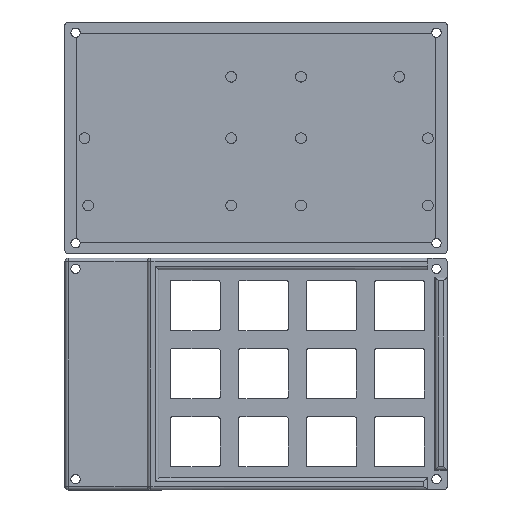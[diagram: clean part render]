
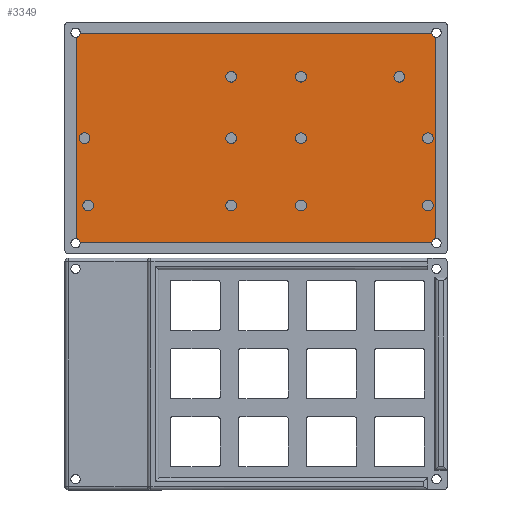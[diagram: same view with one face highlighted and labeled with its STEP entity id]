
A CAD part, top view. The second image highlights one B-rep face of the part: STEP entity #3349.
In plain terms, the highlighted planar face has unit normal (0, 0, 1).
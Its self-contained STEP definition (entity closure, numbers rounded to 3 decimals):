
#39=FACE_BOUND('',#371,.T.);
#40=FACE_BOUND('',#372,.T.);
#41=FACE_BOUND('',#373,.T.);
#42=FACE_BOUND('',#374,.T.);
#43=FACE_BOUND('',#375,.T.);
#44=FACE_BOUND('',#376,.T.);
#45=FACE_BOUND('',#377,.T.);
#46=FACE_BOUND('',#378,.T.);
#47=FACE_BOUND('',#379,.T.);
#48=FACE_BOUND('',#380,.T.);
#49=FACE_BOUND('',#381,.T.);
#89=PLANE('',#3556);
#184=FACE_OUTER_BOUND('',#370,.T.);
#370=EDGE_LOOP('',(#2287,#2288,#2289,#2290,#2291,#2292,#2293,#2294,#2295,
#2296,#2297,#2298));
#371=EDGE_LOOP('',(#2299));
#372=EDGE_LOOP('',(#2300));
#373=EDGE_LOOP('',(#2301));
#374=EDGE_LOOP('',(#2302));
#375=EDGE_LOOP('',(#2303));
#376=EDGE_LOOP('',(#2304));
#377=EDGE_LOOP('',(#2305));
#378=EDGE_LOOP('',(#2306));
#379=EDGE_LOOP('',(#2307));
#380=EDGE_LOOP('',(#2308));
#381=EDGE_LOOP('',(#2309));
#613=LINE('',#5030,#936);
#617=LINE('',#5037,#940);
#618=LINE('',#5040,#941);
#619=LINE('',#5042,#942);
#620=LINE('',#5043,#943);
#621=LINE('',#5044,#944);
#622=LINE('',#5045,#945);
#623=LINE('',#5046,#946);
#936=VECTOR('',#3964,10.);
#940=VECTOR('',#3968,10.);
#941=VECTOR('',#3971,10.);
#942=VECTOR('',#3972,10.);
#943=VECTOR('',#3973,10.);
#944=VECTOR('',#3974,10.);
#945=VECTOR('',#3975,10.);
#946=VECTOR('',#3976,10.);
#1247=CIRCLE('',#3537,1.3);
#1251=CIRCLE('',#3542,1.3);
#1255=CIRCLE('',#3547,1.3);
#1259=CIRCLE('',#3552,1.3);
#1262=CIRCLE('',#3557,1.5);
#1263=CIRCLE('',#3558,1.5);
#1264=CIRCLE('',#3559,1.5);
#1265=CIRCLE('',#3560,1.5);
#1266=CIRCLE('',#3561,1.5);
#1267=CIRCLE('',#3562,1.5);
#1268=CIRCLE('',#3563,1.5);
#1269=CIRCLE('',#3564,1.5);
#1270=CIRCLE('',#3565,1.5);
#1271=CIRCLE('',#3566,1.5);
#1272=CIRCLE('',#3567,1.498);
#1418=VERTEX_POINT('',#4975);
#1419=VERTEX_POINT('',#4977);
#1424=VERTEX_POINT('',#4989);
#1425=VERTEX_POINT('',#4991);
#1430=VERTEX_POINT('',#5003);
#1431=VERTEX_POINT('',#5005);
#1436=VERTEX_POINT('',#5017);
#1437=VERTEX_POINT('',#5019);
#1440=VERTEX_POINT('',#5029);
#1443=VERTEX_POINT('',#5035);
#1444=VERTEX_POINT('',#5039);
#1445=VERTEX_POINT('',#5041);
#1446=VERTEX_POINT('',#5047);
#1447=VERTEX_POINT('',#5049);
#1448=VERTEX_POINT('',#5051);
#1449=VERTEX_POINT('',#5053);
#1450=VERTEX_POINT('',#5055);
#1451=VERTEX_POINT('',#5057);
#1452=VERTEX_POINT('',#5059);
#1453=VERTEX_POINT('',#5061);
#1454=VERTEX_POINT('',#5063);
#1455=VERTEX_POINT('',#5065);
#1456=VERTEX_POINT('',#5067);
#1746=EDGE_CURVE('',#1419,#1418,#1247,.T.);
#1753=EDGE_CURVE('',#1425,#1424,#1251,.T.);
#1760=EDGE_CURVE('',#1431,#1430,#1255,.T.);
#1767=EDGE_CURVE('',#1437,#1436,#1259,.T.);
#1773=EDGE_CURVE('',#1425,#1440,#613,.T.);
#1777=EDGE_CURVE('',#1443,#1418,#617,.T.);
#1778=EDGE_CURVE('',#1444,#1443,#618,.T.);
#1779=EDGE_CURVE('',#1445,#1444,#619,.T.);
#1780=EDGE_CURVE('',#1440,#1445,#620,.T.);
#1781=EDGE_CURVE('',#1437,#1424,#621,.T.);
#1782=EDGE_CURVE('',#1431,#1436,#622,.T.);
#1783=EDGE_CURVE('',#1419,#1430,#623,.T.);
#1784=EDGE_CURVE('',#1446,#1446,#1262,.T.);
#1785=EDGE_CURVE('',#1447,#1447,#1263,.T.);
#1786=EDGE_CURVE('',#1448,#1448,#1264,.T.);
#1787=EDGE_CURVE('',#1449,#1449,#1265,.T.);
#1788=EDGE_CURVE('',#1450,#1450,#1266,.T.);
#1789=EDGE_CURVE('',#1451,#1451,#1267,.T.);
#1790=EDGE_CURVE('',#1452,#1452,#1268,.T.);
#1791=EDGE_CURVE('',#1453,#1453,#1269,.T.);
#1792=EDGE_CURVE('',#1454,#1454,#1270,.T.);
#1793=EDGE_CURVE('',#1455,#1455,#1271,.T.);
#1794=EDGE_CURVE('',#1456,#1456,#1272,.T.);
#2287=ORIENTED_EDGE('',*,*,#1746,.T.);
#2288=ORIENTED_EDGE('',*,*,#1777,.F.);
#2289=ORIENTED_EDGE('',*,*,#1778,.F.);
#2290=ORIENTED_EDGE('',*,*,#1779,.F.);
#2291=ORIENTED_EDGE('',*,*,#1780,.F.);
#2292=ORIENTED_EDGE('',*,*,#1773,.F.);
#2293=ORIENTED_EDGE('',*,*,#1753,.T.);
#2294=ORIENTED_EDGE('',*,*,#1781,.F.);
#2295=ORIENTED_EDGE('',*,*,#1767,.T.);
#2296=ORIENTED_EDGE('',*,*,#1782,.F.);
#2297=ORIENTED_EDGE('',*,*,#1760,.T.);
#2298=ORIENTED_EDGE('',*,*,#1783,.F.);
#2299=ORIENTED_EDGE('',*,*,#1784,.T.);
#2300=ORIENTED_EDGE('',*,*,#1785,.T.);
#2301=ORIENTED_EDGE('',*,*,#1786,.T.);
#2302=ORIENTED_EDGE('',*,*,#1787,.T.);
#2303=ORIENTED_EDGE('',*,*,#1788,.T.);
#2304=ORIENTED_EDGE('',*,*,#1789,.T.);
#2305=ORIENTED_EDGE('',*,*,#1790,.T.);
#2306=ORIENTED_EDGE('',*,*,#1791,.T.);
#2307=ORIENTED_EDGE('',*,*,#1792,.T.);
#2308=ORIENTED_EDGE('',*,*,#1793,.T.);
#2309=ORIENTED_EDGE('',*,*,#1794,.T.);
#3349=ADVANCED_FACE('',(#184,#39,#40,#41,#42,#43,#44,#45,#46,#47,#48,#49),
#89,.T.);
#3537=AXIS2_PLACEMENT_3D('',#4978,#3914,#3915);
#3542=AXIS2_PLACEMENT_3D('',#4992,#3927,#3928);
#3547=AXIS2_PLACEMENT_3D('',#5006,#3940,#3941);
#3552=AXIS2_PLACEMENT_3D('',#5020,#3953,#3954);
#3556=AXIS2_PLACEMENT_3D('',#5038,#3969,#3970);
#3557=AXIS2_PLACEMENT_3D('',#5048,#3977,#3978);
#3558=AXIS2_PLACEMENT_3D('',#5050,#3979,#3980);
#3559=AXIS2_PLACEMENT_3D('',#5052,#3981,#3982);
#3560=AXIS2_PLACEMENT_3D('',#5054,#3983,#3984);
#3561=AXIS2_PLACEMENT_3D('',#5056,#3985,#3986);
#3562=AXIS2_PLACEMENT_3D('',#5058,#3987,#3988);
#3563=AXIS2_PLACEMENT_3D('',#5060,#3989,#3990);
#3564=AXIS2_PLACEMENT_3D('',#5062,#3991,#3992);
#3565=AXIS2_PLACEMENT_3D('',#5064,#3993,#3994);
#3566=AXIS2_PLACEMENT_3D('',#5066,#3995,#3996);
#3567=AXIS2_PLACEMENT_3D('',#5068,#3997,#3998);
#3914=DIRECTION('center_axis',(0.,0.,
-1.));
#3915=DIRECTION('ref_axis',(-1.,0.,0.));
#3927=DIRECTION('center_axis',(0.,0.,
-1.));
#3928=DIRECTION('ref_axis',(-1.,0.,0.));
#3940=DIRECTION('center_axis',(0.,0.,
-1.));
#3941=DIRECTION('ref_axis',(-1.,0.,0.));
#3953=DIRECTION('center_axis',(0.,0.,
-1.));
#3954=DIRECTION('ref_axis',(-1.,0.,0.));
#3964=DIRECTION('',(1.,0.,0.));
#3968=DIRECTION('',(1.,0.,0.));
#3969=DIRECTION('center_axis',(0.,0.,
1.));
#3970=DIRECTION('ref_axis',(1.,0.,0.));
#3971=DIRECTION('',(0.,-1.,0.));
#3972=DIRECTION('',(1.,0.,0.));
#3973=DIRECTION('',(0.,1.,0.));
#3974=DIRECTION('',(0.,1.,0.));
#3975=DIRECTION('',(-1.,0.,0.));
#3976=DIRECTION('',(0.,-1.,0.));
#3977=DIRECTION('center_axis',(0.,0.,
-1.));
#3978=DIRECTION('ref_axis',(1.,0.,0.));
#3979=DIRECTION('center_axis',(0.,0.,
-1.));
#3980=DIRECTION('ref_axis',(1.,0.,0.));
#3981=DIRECTION('center_axis',(0.,0.,
-1.));
#3982=DIRECTION('ref_axis',(-1.,0.,0.));
#3983=DIRECTION('center_axis',(0.,0.,
-1.));
#3984=DIRECTION('ref_axis',(1.,0.,0.));
#3985=DIRECTION('center_axis',(0.,0.,
-1.));
#3986=DIRECTION('ref_axis',(1.,0.,0.));
#3987=DIRECTION('center_axis',(0.,0.,
-1.));
#3988=DIRECTION('ref_axis',(1.,0.,0.));
#3989=DIRECTION('center_axis',(0.,0.,
-1.));
#3990=DIRECTION('ref_axis',(1.,0.,0.));
#3991=DIRECTION('center_axis',(0.,0.,
-1.));
#3992=DIRECTION('ref_axis',(1.,0.,0.));
#3993=DIRECTION('center_axis',(0.,0.,
-1.));
#3994=DIRECTION('ref_axis',(1.,0.,0.));
#3995=DIRECTION('center_axis',(0.,0.,
-1.));
#3996=DIRECTION('ref_axis',(1.,0.,0.));
#3997=DIRECTION('center_axis',(0.,0.,
-1.));
#3998=DIRECTION('ref_axis',(-1.,0.,0.));
#4975=CARTESIAN_POINT('',(47.096,61.251,2.));
#4977=CARTESIAN_POINT('',(48.122,60.224,2.));
#4978=CARTESIAN_POINT('Origin',(48.372,61.5,2.));
#4989=CARTESIAN_POINT('',(-52.274,60.224,2.));
#4991=CARTESIAN_POINT('',(-51.247,61.251,2.));
#4992=CARTESIAN_POINT('Origin',(-52.523,61.5,2.));
#5003=CARTESIAN_POINT('',(48.122,3.943,2.));
#5005=CARTESIAN_POINT('',(47.096,2.917,2.));
#5006=CARTESIAN_POINT('Origin',(48.372,2.667,2.));
#5017=CARTESIAN_POINT('',(-51.247,2.917,2.));
#5019=CARTESIAN_POINT('',(-52.274,3.943,2.));
#5020=CARTESIAN_POINT('Origin',(-52.523,2.667,2.));
#5029=CARTESIAN_POINT('',(-45.274,61.251,2.));
#5030=CARTESIAN_POINT('',(-27.175,61.251,2.));
#5035=CARTESIAN_POINT('',(-35.274,61.251,2.));
#5037=CARTESIAN_POINT('',(-27.175,61.251,2.));
#5038=CARTESIAN_POINT('Origin',(-2.076,32.084,2.));
#5039=CARTESIAN_POINT('',(-35.274,64.501,2.));
#5040=CARTESIAN_POINT('',(-35.274,64.523,2.));
#5041=CARTESIAN_POINT('',(-45.274,64.501,2.));
#5042=CARTESIAN_POINT('',(5.549,64.501,2.));
#5043=CARTESIAN_POINT('',(-45.274,61.223,2.));
#5044=CARTESIAN_POINT('',(-52.274,17.5,2.));
#5045=CARTESIAN_POINT('',(23.023,2.917,2.));
#5046=CARTESIAN_POINT('',(48.122,46.667,2.));
#5047=CARTESIAN_POINT('',(-10.5,32.,2.));
#5048=CARTESIAN_POINT('Origin',(-9.,32.,2.));
#5049=CARTESIAN_POINT('',(9.,32.,2.));
#5050=CARTESIAN_POINT('Origin',(10.5,32.,2.));
#5051=CARTESIAN_POINT('',(-48.5,32.,2.));
#5052=CARTESIAN_POINT('Origin',(-50.,32.,2.));
#5053=CARTESIAN_POINT('',(44.5,32.,2.));
#5054=CARTESIAN_POINT('Origin',(46.,32.,2.));
#5055=CARTESIAN_POINT('',(-10.5,49.216,2.));
#5056=CARTESIAN_POINT('Origin',(-9.,49.216,2.));
#5057=CARTESIAN_POINT('',(9.,49.216,2.));
#5058=CARTESIAN_POINT('Origin',(10.5,49.216,2.));
#5059=CARTESIAN_POINT('',(36.5,49.216,2.));
#5060=CARTESIAN_POINT('Origin',(38.,49.216,2.));
#5061=CARTESIAN_POINT('',(44.5,13.216,2.));
#5062=CARTESIAN_POINT('Origin',(46.,13.216,2.));
#5063=CARTESIAN_POINT('',(9.,13.216,2.));
#5064=CARTESIAN_POINT('Origin',(10.5,13.216,2.));
#5065=CARTESIAN_POINT('',(-10.5,13.216,2.));
#5066=CARTESIAN_POINT('Origin',(-9.,13.216,2.));
#5067=CARTESIAN_POINT('',(-47.503,13.216,2.));
#5068=CARTESIAN_POINT('Origin',(-49.002,13.216,2.));
